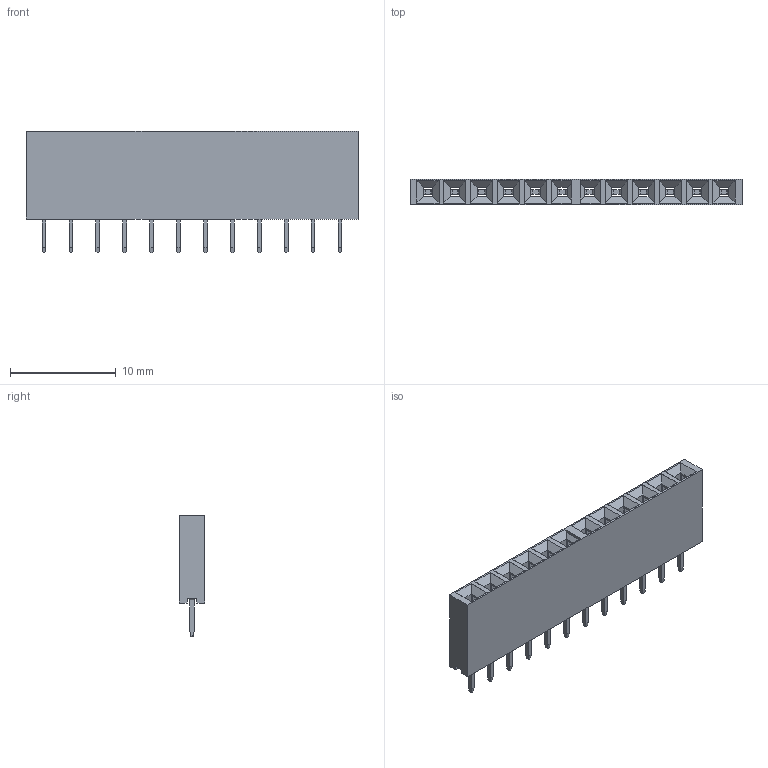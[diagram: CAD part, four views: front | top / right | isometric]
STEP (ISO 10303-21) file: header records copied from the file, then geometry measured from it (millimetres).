
FILE_DESCRIPTION (( 'STEP AP203' ), '1' );
FILE_NAME ('HEADER_12P_FEMALE.STEP', '2018-03-08T06:50:14', ( 'kuy' ), ( '' ), 'SwSTEP 2.0', 'SolidWorks 2017', '' );
FILE_SCHEMA (( 'CONFIG_CONTROL_DESIGN' ));
Length unit declared in the file: millimetre
Products named in the file (3): HEADER_12P_FEMALE_HOUSING; HEADER_12P_FEMALE_PIN; HEADER_12P_FEMALE
Assembly tree (13 placements, depth 2):
  HEADER_12P_FEMALE
    HEADER_12P_FEMALE_HOUSING
    HEADER_12P_FEMALE_PIN  x12
Bounding box: 31.34 x 2.4 x 11.5 mm (x, y, z)
Volume: 492 mm3; surface area: 1543.8 mm2
Topology: 13 solids, 13 shells, 512 faces, 1446 edges, 948 vertices
Faces by surface type: plane 428, cylinder 84
Entity records: 8296 total; most frequent: CARTESIAN_POINT 1382, ORIENTED_EDGE 1374, DIRECTION 1207, EDGE_CURVE 687, LINE 673, VECTOR 673, VERTEX_POINT 442, AXIS2_PLACEMENT_3D 267
